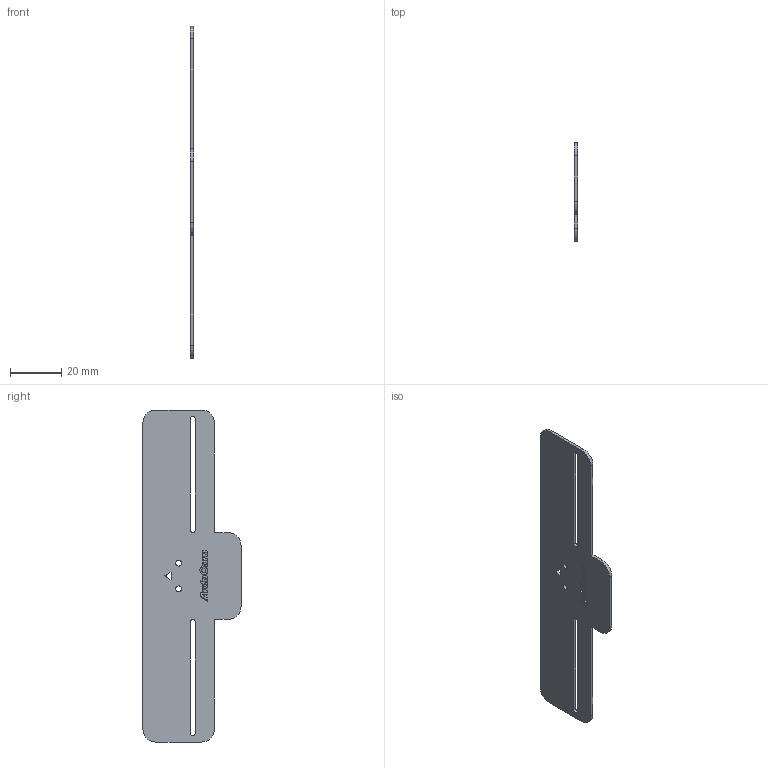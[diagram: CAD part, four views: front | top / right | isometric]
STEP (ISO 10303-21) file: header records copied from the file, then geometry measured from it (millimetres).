
FILE_DESCRIPTION (( 'STEP AP214' ), '1' );
FILE_NAME ('BJ-084_Rev.A.STEP', '2025-07-05T05:48:48', ( '' ), ( '' ), 'SwSTEP 2.0', 'SolidWorks 2021', '' );
FILE_SCHEMA (( 'AUTOMOTIVE_DESIGN' ));
Length unit declared in the file: millimetre
Products named in the file (1): BJ-084_Rev.A
Bounding box: 1.2 x 38.4 x 130 mm (x, y, z)
Volume: 4513.1 mm3; surface area: 8258 mm2
Topology: 1 solids, 1 shells, 980 faces, 2493 edges, 1662 vertices
Faces by surface type: plane 802, bspline 110, cylinder 68
Entity records: 43944 total; most frequent: CARTESIAN_POINT 10414, ORIENTED_EDGE 4986, DIRECTION 4151, EDGE_CURVE 2493, LINE 2137, VECTOR 2137, VERTEX_POINT 1662, EDGE_LOOP 1137
